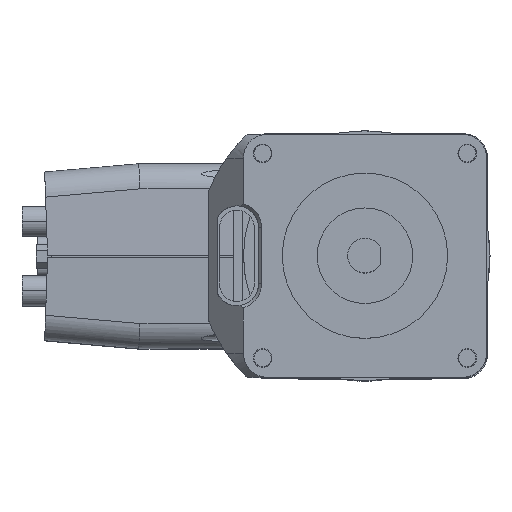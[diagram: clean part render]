
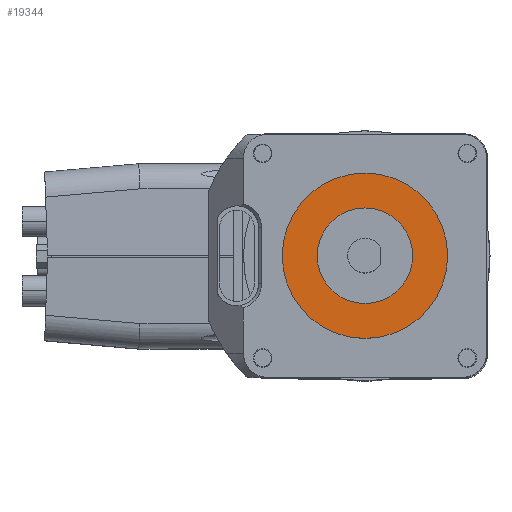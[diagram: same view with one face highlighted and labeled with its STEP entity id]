
A CAD part, top view. The second image highlights one B-rep face of the part: STEP entity #19344.
In plain terms, the highlighted planar face has unit normal (0, 0, 1).
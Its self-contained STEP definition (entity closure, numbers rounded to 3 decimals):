
#827 = ORIENTED_EDGE ( 'NONE', *, *, #17394, .F. ) ;
#898 = DIRECTION ( 'NONE',  ( 1., 0., 0. ) ) ;
#1050 = DIRECTION ( 'NONE',  ( 1., 0., 0. ) ) ;
#1266 = CARTESIAN_POINT ( 'NONE',  ( 0., 0., 1.6 ) ) ;
#1945 = CARTESIAN_POINT ( 'NONE',  ( 0., 0., 1.6 ) ) ;
#1946 = AXIS2_PLACEMENT_3D ( 'NONE', #8889, #2420, #898 ) ;
#1985 = CARTESIAN_POINT ( 'NONE',  ( 0., 0., 1.6 ) ) ;
#2081 = EDGE_LOOP ( 'NONE', ( #4960, #2378 ) ) ;
#2378 = ORIENTED_EDGE ( 'NONE', *, *, #13752, .T. ) ;
#2420 = DIRECTION ( 'NONE',  ( 0., 0., 1. ) ) ;
#3208 = DIRECTION ( 'NONE',  ( 1., 0., 0. ) ) ;
#3425 = DIRECTION ( 'NONE',  ( 0., 0., 1. ) ) ;
#3500 = AXIS2_PLACEMENT_3D ( 'NONE', #1945, #15162, #20351 ) ;
#4727 = CARTESIAN_POINT ( 'NONE',  ( 0., 0., 1.6 ) ) ;
#4935 = CIRCLE ( 'NONE', #10459, 19.05 ) ;
#4960 = ORIENTED_EDGE ( 'NONE', *, *, #14401, .T. ) ;
#5534 = DIRECTION ( 'NONE',  ( 0., 0., 1. ) ) ;
#8814 = VERTEX_POINT ( 'NONE', #19489 ) ;
#8889 = CARTESIAN_POINT ( 'NONE',  ( 0., 0., 1.6 ) ) ;
#9914 = FACE_BOUND ( 'NONE', #12820, .T. ) ;
#10032 = CARTESIAN_POINT ( 'NONE',  ( 19.05, 0., 1.6 ) ) ;
#10118 = ORIENTED_EDGE ( 'NONE', *, *, #12248, .F. ) ;
#10459 = AXIS2_PLACEMENT_3D ( 'NONE', #1266, #15995, #1050 ) ;
#11099 = CARTESIAN_POINT ( 'NONE',  ( 11., 0., 1.6 ) ) ;
#12248 = EDGE_CURVE ( 'NONE', #17578, #18156, #17009, .T. ) ;
#12579 = CARTESIAN_POINT ( 'NONE',  ( -11., 0., 1.6 ) ) ;
#12820 = EDGE_LOOP ( 'NONE', ( #10118, #827 ) ) ;
#13354 = DIRECTION ( 'NONE',  ( 1., 0., 0. ) ) ;
#13752 = EDGE_CURVE ( 'NONE', #16890, #8814, #4935, .T. ) ;
#14401 = EDGE_CURVE ( 'NONE', #8814, #16890, #18016, .T. ) ;
#15162 = DIRECTION ( 'NONE',  ( 0., 0., 1. ) ) ;
#15995 = DIRECTION ( 'NONE',  ( 0., 0., 1. ) ) ;
#16890 = VERTEX_POINT ( 'NONE', #10032 ) ;
#17009 = CIRCLE ( 'NONE', #3500, 11. ) ;
#17394 = EDGE_CURVE ( 'NONE', #18156, #17578, #20953, .T. ) ;
#17578 = VERTEX_POINT ( 'NONE', #12579 ) ;
#18016 = CIRCLE ( 'NONE', #20780, 19.05 ) ;
#18156 = VERTEX_POINT ( 'NONE', #11099 ) ;
#19278 = FACE_OUTER_BOUND ( 'NONE', #2081, .T. ) ;
#19344 = ADVANCED_FACE ( 'NONE', ( #19278, #9914 ), #19889, .T. ) ;
#19489 = CARTESIAN_POINT ( 'NONE',  ( -19.05, 0., 1.6 ) ) ;
#19577 = AXIS2_PLACEMENT_3D ( 'NONE', #4727, #3425, #3208 ) ;
#19889 = PLANE ( 'NONE',  #19577 ) ;
#20351 = DIRECTION ( 'NONE',  ( 1., 0., 0. ) ) ;
#20780 = AXIS2_PLACEMENT_3D ( 'NONE', #1985, #5534, #13354 ) ;
#20953 = CIRCLE ( 'NONE', #1946, 11. ) ;
